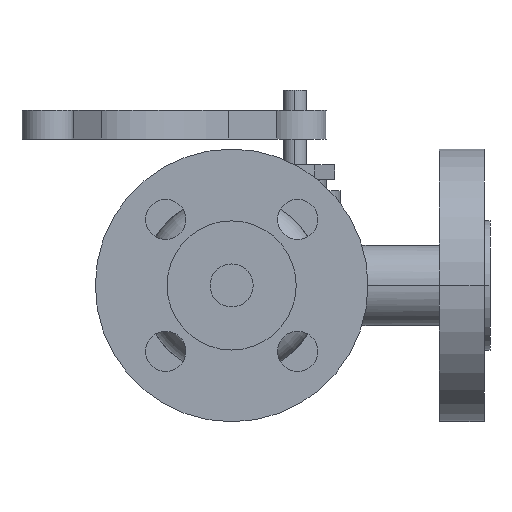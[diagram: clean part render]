
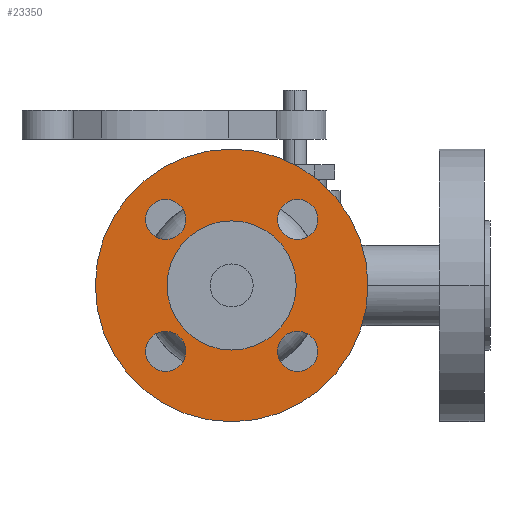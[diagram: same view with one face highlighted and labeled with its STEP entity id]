
A CAD part, front view. The second image highlights one B-rep face of the part: STEP entity #23350.
In plain terms, the highlighted planar face has unit normal (0, -1, 0).
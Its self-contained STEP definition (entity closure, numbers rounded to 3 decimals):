
#3240=CARTESIAN_POINT('',(22.5,2.,0.));
#3250=VERTEX_POINT('',#3240);
#3280=CARTESIAN_POINT('',(0.,2.,0.));
#3290=DIRECTION('',(0.,-1.,-0.));
#3300=DIRECTION('',(-1.,0.,0.));
#3310=AXIS2_PLACEMENT_3D('',#3280,#3290,#3300);
#3320=CIRCLE('',#3310,22.5);
#3330=CARTESIAN_POINT('',(-22.5,2.,0.));
#3340=VERTEX_POINT('',#3330);
#3350=EDGE_CURVE('',#3340,#3250,#3320,.T.);
#3640=CARTESIAN_POINT('',(-47.5,2.,0.));
#3650=VERTEX_POINT('',#3640);
#3830=CARTESIAN_POINT('',(47.5,2.,0.));
#3840=VERTEX_POINT('',#3830);
#3870=CARTESIAN_POINT('',(0.,2.,0.));
#3880=DIRECTION('',(0.,-1.,-0.));
#3890=DIRECTION('',(-1.,0.,0.));
#3900=AXIS2_PLACEMENT_3D('',#3870,#3880,#3890);
#3910=CIRCLE('',#3900,47.5);
#3920=EDGE_CURVE('',#3840,#3650,#3910,.T.);
#8550=CARTESIAN_POINT('',(29.981,2.,-22.981));
#8560=VERTEX_POINT('',#8550);
#8590=CARTESIAN_POINT('',(22.981,2.,-22.981));
#8600=DIRECTION('',(-0.,1.,0.));
#8610=DIRECTION('',(1.,0.,0.));
#8620=AXIS2_PLACEMENT_3D('',#8590,#8600,#8610);
#8630=CIRCLE('',#8620,7.);
#8640=CARTESIAN_POINT('',(15.981,2.,-22.981));
#8650=VERTEX_POINT('',#8640);
#8660=EDGE_CURVE('',#8560,#8650,#8630,.T.);
#8970=CARTESIAN_POINT('',(15.981,2.,22.981));
#8980=VERTEX_POINT('',#8970);
#9140=CARTESIAN_POINT('',(29.981,2.,22.981));
#9150=VERTEX_POINT('',#9140);
#9180=CARTESIAN_POINT('',(22.981,2.,22.981));
#9190=DIRECTION('',(-0.,1.,0.));
#9200=DIRECTION('',(1.,0.,0.));
#9210=AXIS2_PLACEMENT_3D('',#9180,#9190,#9200);
#9220=CIRCLE('',#9210,7.);
#9230=EDGE_CURVE('',#9150,#8980,#9220,.T.);
#9390=CARTESIAN_POINT('',(-29.981,2.,22.981));
#9400=VERTEX_POINT('',#9390);
#9430=CARTESIAN_POINT('',(-22.981,2.,22.981));
#9440=DIRECTION('',(-0.,1.,0.));
#9450=DIRECTION('',(1.,0.,0.));
#9460=AXIS2_PLACEMENT_3D('',#9430,#9440,#9450);
#9470=CIRCLE('',#9460,7.);
#9480=CARTESIAN_POINT('',(-15.981,2.,22.981));
#9490=VERTEX_POINT('',#9480);
#9500=EDGE_CURVE('',#9400,#9490,#9470,.T.);
#9810=CARTESIAN_POINT('',(-29.981,2.,-22.981));
#9820=VERTEX_POINT('',#9810);
#9980=CARTESIAN_POINT('',(-15.981,2.,-22.981));
#9990=VERTEX_POINT('',#9980);
#10020=CARTESIAN_POINT('',(-22.981,2.,-22.981));
#10030=DIRECTION('',(-0.,1.,0.));
#10040=DIRECTION('',(1.,0.,0.));
#10050=AXIS2_PLACEMENT_3D('',#10020,#10030,#10040);
#10060=CIRCLE('',#10050,7.);
#10070=EDGE_CURVE('',#9990,#9820,#10060,.T.);
#23000=CARTESIAN_POINT('',(-35.,2.,0.));
#23010=DIRECTION('',(0.,-1.,-0.));
#23020=DIRECTION('',(-1.,0.,0.));
#23030=AXIS2_PLACEMENT_3D('',#23000,#23010,#23020);
#23040=PLANE('',#23030);
#23050=EDGE_CURVE('',#9820,#9990,#10060,.T.);
#23060=ORIENTED_EDGE('',*,*,#23050,.T.);
#23070=ORIENTED_EDGE('',*,*,#10070,.T.);
#23080=EDGE_LOOP('',(#23070,#23060));
#23090=FACE_BOUND('',#23080,.T.);
#23100=EDGE_CURVE('',#9490,#9400,#9470,.T.);
#23110=ORIENTED_EDGE('',*,*,#23100,.T.);
#23120=ORIENTED_EDGE('',*,*,#9500,.T.);
#23130=EDGE_LOOP('',(#23120,#23110));
#23140=FACE_BOUND('',#23130,.T.);
#23150=EDGE_CURVE('',#8980,#9150,#9220,.T.);
#23160=ORIENTED_EDGE('',*,*,#23150,.T.);
#23170=ORIENTED_EDGE('',*,*,#9230,.T.);
#23180=EDGE_LOOP('',(#23170,#23160));
#23190=FACE_BOUND('',#23180,.T.);
#23200=ORIENTED_EDGE('',*,*,#8660,.T.);
#23210=EDGE_CURVE('',#8650,#8560,#8630,.T.);
#23220=ORIENTED_EDGE('',*,*,#23210,.T.);
#23230=EDGE_LOOP('',(#23220,#23200));
#23240=FACE_BOUND('',#23230,.T.);
#23250=ORIENTED_EDGE('',*,*,#3350,.F.);
#23260=EDGE_CURVE('',#3250,#3340,#3320,.T.);
#23270=ORIENTED_EDGE('',*,*,#23260,.F.);
#23280=EDGE_LOOP('',(#23270,#23250));
#23290=FACE_BOUND('',#23280,.T.);
#23300=EDGE_CURVE('',#3650,#3840,#3910,.T.);
#23310=ORIENTED_EDGE('',*,*,#23300,.T.);
#23320=ORIENTED_EDGE('',*,*,#3920,.T.);
#23330=EDGE_LOOP('',(#23320,#23310));
#23340=FACE_OUTER_BOUND('',#23330,.T.);
#23350=ADVANCED_FACE('',(#23090,#23140,#23190,#23240,#23290,#23340),
#23040,.T.);
